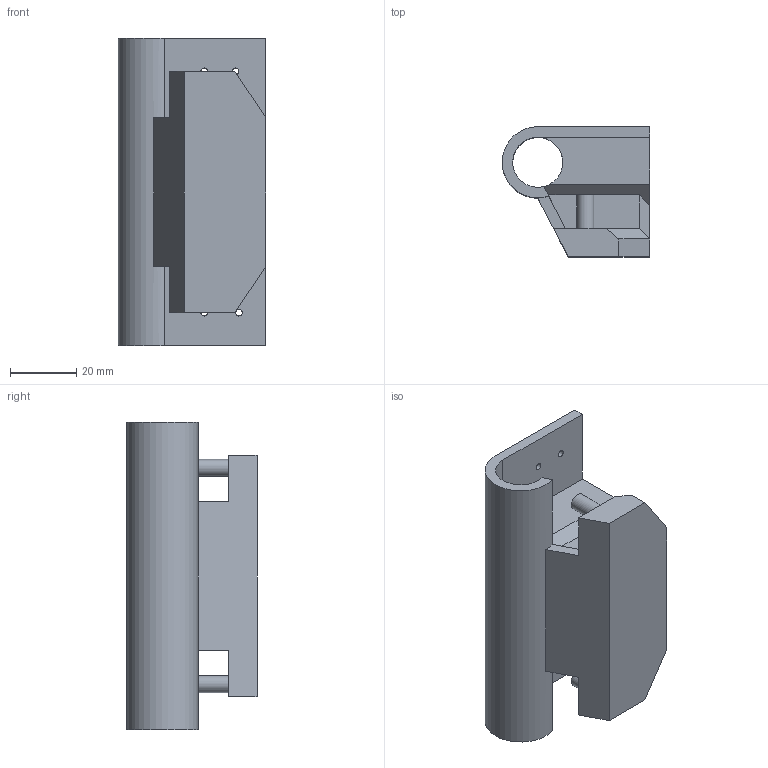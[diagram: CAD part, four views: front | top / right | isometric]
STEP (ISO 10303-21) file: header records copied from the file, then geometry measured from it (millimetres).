
FILE_DESCRIPTION(/* description */ (''),/* implementation_level */ '2;1');
FILE_NAME(/* name */ 'Y axis mount.stp',/* time_stamp */ '2025-06-13T20:06:36-04:00',/* author */ ('Designer'),/* organization */ (''),/* preprocessor_version */ 'ST-DEVELOPER v20',/* originating_system */ 'Autodesk Inventor 2024',/* authorisation */ '');
FILE_SCHEMA (('AUTOMOTIVE_DESIGN { 1 0 10303 214 3 1 1 }'));
Length unit declared in the file: inch
Products named in the file (1): Y axis mount
Bounding box: 44.59 x 39.31 x 92.94 mm (x, y, z)
Volume: 68033.7 mm3; surface area: 20992.3 mm2
Topology: 1 solids, 1 shells, 56 faces, 140 edges, 92 vertices
Faces by surface type: plane 42, cylinder 14
Full cylindrical faces by diameter (mm): 1.981 x8, 5.1 x2, 8.1 x2, 15.125 x1
Entity records: 1733 total; most frequent: DIRECTION 290, CARTESIAN_POINT 289, ORIENTED_EDGE 280, EDGE_CURVE 140, LINE 104, VECTOR 104, AXIS2_PLACEMENT_3D 93, VERTEX_POINT 92
